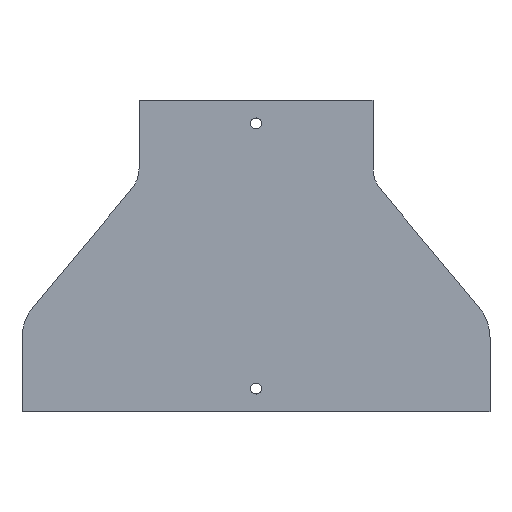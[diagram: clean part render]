
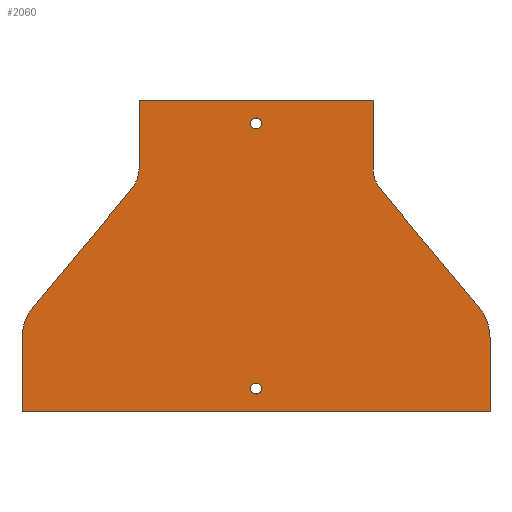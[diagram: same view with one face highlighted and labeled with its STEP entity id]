
A CAD part, front view. The second image highlights one B-rep face of the part: STEP entity #2060.
In plain terms, the highlighted planar face has unit normal (0, -1, 0).
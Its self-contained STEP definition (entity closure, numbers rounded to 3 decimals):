
#6 = VERTEX_POINT ( 'NONE', #2095 ) ;
#14 = VERTEX_POINT ( 'NONE', #2086 ) ;
#15 = VERTEX_POINT ( 'NONE', #2084 ) ;
#21 = VERTEX_POINT ( 'NONE', #2080 ) ;
#27 = VERTEX_POINT ( 'NONE', #1644 ) ;
#30 = VERTEX_POINT ( 'NONE', #1650 ) ;
#40 = VERTEX_POINT ( 'NONE', #1647 ) ;
#46 = VERTEX_POINT ( 'NONE', #886 ) ;
#48 = VERTEX_POINT ( 'NONE', #887 ) ;
#60 = VERTEX_POINT ( 'NONE', #902 ) ;
#65 = VERTEX_POINT ( 'NONE', #907 ) ;
#86 = VERTEX_POINT ( 'NONE', #928 ) ;
#168 = ORIENTED_EDGE ( 'NONE', *, *, #1672, .F. ) ;
#169 = ORIENTED_EDGE ( 'NONE', *, *, #1669, .F. ) ;
#170 = ORIENTED_EDGE ( 'NONE', *, *, #1666, .F. ) ;
#171 = ORIENTED_EDGE ( 'NONE', *, *, #1725, .F. ) ;
#172 = ORIENTED_EDGE ( 'NONE', *, *, #1717, .F. ) ;
#173 = ORIENTED_EDGE ( 'NONE', *, *, #1737, .F. ) ;
#174 = ORIENTED_EDGE ( 'NONE', *, *, #1734, .F. ) ;
#175 = ORIENTED_EDGE ( 'NONE', *, *, #1731, .F. ) ;
#176 = ORIENTED_EDGE ( 'NONE', *, *, #1703, .F. ) ;
#177 = ORIENTED_EDGE ( 'NONE', *, *, #1692, .F. ) ;
#178 = ORIENTED_EDGE ( 'NONE', *, *, #1689, .F. ) ;
#179 = ORIENTED_EDGE ( 'NONE', *, *, #1675, .F. ) ;
#180 = ORIENTED_EDGE ( 'NONE', *, *, #1663, .F. ) ;
#181 = ORIENTED_EDGE ( 'NONE', *, *, #1664, .F. ) ;
#492 = CIRCLE ( 'NONE', #1834, 20. ) ;
#496 = CIRCLE ( 'NONE', #1831, 3.5 ) ;
#501 = CIRCLE ( 'NONE', #1832, 3.5 ) ;
#505 = LINE ( 'NONE', #989, #508 ) ;
#508 = VECTOR ( 'NONE', #990, 1000. ) ;
#510 = CIRCLE ( 'NONE', #1836, 30. ) ;
#515 = LINE ( 'NONE', #1003, #518 ) ;
#518 = VECTOR ( 'NONE', #1004, 1000. ) ;
#539 = LINE ( 'NONE', #1035, #542 ) ;
#542 = VECTOR ( 'NONE', #1036, 1000. ) ;
#545 = LINE ( 'NONE', #1041, #548 ) ;
#548 = VECTOR ( 'NONE', #1042, 1000. ) ;
#562 = CIRCLE ( 'NONE', #1846, 30. ) ;
#592 = EDGE_LOOP ( 'NONE', ( #180 ) ) ;
#600 = EDGE_LOOP ( 'NONE', ( #179, #178, #177, #176, #175, #174, #173, #172, #171, #170, #169, #168 ) ) ;
#613 = EDGE_LOOP ( 'NONE', ( #181 ) ) ;
#798 = DIRECTION ( 'NONE',  ( 0., 1., 0. ) ) ;
#800 = CARTESIAN_POINT ( 'NONE',  ( -95., 0., -44.139 ) ) ;
#802 = PLANE ( 'NONE',  #1973 ) ;
#804 = DIRECTION ( 'NONE',  ( 0., 0., 1. ) ) ;
#852 = CARTESIAN_POINT ( 'NONE',  ( 0., 0., -188.5 ) ) ;
#860 = CARTESIAN_POINT ( 'NONE',  ( 0., 0., -18.5 ) ) ;
#886 = CARTESIAN_POINT ( 'NONE',  ( -150., 0., -200. ) ) ;
#887 = CARTESIAN_POINT ( 'NONE',  ( -143.047, 0., -133.035 ) ) ;
#902 = CARTESIAN_POINT ( 'NONE',  ( -79.636, 0., -56.942 ) ) ;
#907 = CARTESIAN_POINT ( 'NONE',  ( -150., 0., -152.241 ) ) ;
#928 = CARTESIAN_POINT ( 'NONE',  ( -75., 0., -44.139 ) ) ;
#973 = CARTESIAN_POINT ( 'NONE',  ( 0., 0., -15. ) ) ;
#974 = DIRECTION ( 'NONE',  ( 0., -1., 0. ) ) ;
#975 = DIRECTION ( 'NONE',  ( 0., 0., -1. ) ) ;
#977 = CARTESIAN_POINT ( 'NONE',  ( 0., 0., -185. ) ) ;
#978 = DIRECTION ( 'NONE',  ( 0., -1., 0. ) ) ;
#979 = DIRECTION ( 'NONE',  ( 0., 0., -1. ) ) ;
#984 = CARTESIAN_POINT ( 'NONE',  ( -95., 0., -44.139 ) ) ;
#985 = DIRECTION ( 'NONE',  ( 0., -1., 0. ) ) ;
#986 = DIRECTION ( 'NONE',  ( 0., 0., 1. ) ) ;
#989 = CARTESIAN_POINT ( 'NONE',  ( -79.636, 0., -56.942 ) ) ;
#990 = DIRECTION ( 'NONE',  ( 0.64, 0., 0.768 ) ) ;
#998 = CARTESIAN_POINT ( 'NONE',  ( -120., 0., -152.241 ) ) ;
#999 = DIRECTION ( 'NONE',  ( 0., 1., 0. ) ) ;
#1000 = DIRECTION ( 'NONE',  ( 0., 0., 1. ) ) ;
#1003 = CARTESIAN_POINT ( 'NONE',  ( -150., 0., -152.241 ) ) ;
#1004 = DIRECTION ( 'NONE',  ( 0., 0., 1. ) ) ;
#1035 = CARTESIAN_POINT ( 'NONE',  ( -150., 0., -200. ) ) ;
#1036 = DIRECTION ( 'NONE',  ( -1., 0., 0. ) ) ;
#1041 = CARTESIAN_POINT ( 'NONE',  ( 150., 0., -152.241 ) ) ;
#1042 = DIRECTION ( 'NONE',  ( 0., 0., -1. ) ) ;
#1071 = CARTESIAN_POINT ( 'NONE',  ( 120., 0., -152.241 ) ) ;
#1072 = DIRECTION ( 'NONE',  ( 0., 1., 0. ) ) ;
#1073 = DIRECTION ( 'NONE',  ( 0., 0., -1. ) ) ;
#1101 = CARTESIAN_POINT ( 'NONE',  ( -75., 0., 0. ) ) ;
#1103 = DIRECTION ( 'NONE',  ( 1., 0., 0. ) ) ;
#1104 = CARTESIAN_POINT ( 'NONE',  ( -75., 0., 0. ) ) ;
#1119 = DIRECTION ( 'NONE',  ( 0., 0., 1. ) ) ;
#1131 = CARTESIAN_POINT ( 'NONE',  ( 79.636, 0., -56.942 ) ) ;
#1132 = DIRECTION ( 'NONE',  ( 0.64, 0., -0.768 ) ) ;
#1140 = CARTESIAN_POINT ( 'NONE',  ( 95., 0., -44.139 ) ) ;
#1141 = DIRECTION ( 'NONE',  ( 0., -1., 0. ) ) ;
#1142 = DIRECTION ( 'NONE',  ( 0., 0., -1. ) ) ;
#1145 = CARTESIAN_POINT ( 'NONE',  ( 75., 0., 0. ) ) ;
#1146 = DIRECTION ( 'NONE',  ( 0., 0., -1. ) ) ;
#1350 = LINE ( 'NONE', #1101, #1351 ) ;
#1351 = VECTOR ( 'NONE', #1103, 1000. ) ;
#1358 = LINE ( 'NONE', #1104, #1367 ) ;
#1367 = VECTOR ( 'NONE', #1119, 1000. ) ;
#1374 = LINE ( 'NONE', #1131, #1377 ) ;
#1377 = VECTOR ( 'NONE', #1132, 1000. ) ;
#1379 = CIRCLE ( 'NONE', #1855, 20. ) ;
#1384 = LINE ( 'NONE', #1145, #1387 ) ;
#1387 = VECTOR ( 'NONE', #1146, 1000. ) ;
#1614 = FACE_OUTER_BOUND ( 'NONE', #600, .T. ) ;
#1616 = FACE_BOUND ( 'NONE', #613, .T. ) ;
#1620 = FACE_BOUND ( 'NONE', #592, .T. ) ;
#1644 = CARTESIAN_POINT ( 'NONE',  ( 150., 0., -152.241 ) ) ;
#1647 = CARTESIAN_POINT ( 'NONE',  ( 150., 0., -200. ) ) ;
#1650 = CARTESIAN_POINT ( 'NONE',  ( 79.636, 0., -56.942 ) ) ;
#1663 = EDGE_CURVE ( 'NONE', #1909, #1909, #496, .T. ) ;
#1664 = EDGE_CURVE ( 'NONE', #1910, #1910, #501, .T. ) ;
#1666 = EDGE_CURVE ( 'NONE', #60, #86, #492, .T. ) ;
#1669 = EDGE_CURVE ( 'NONE', #48, #60, #505, .T. ) ;
#1672 = EDGE_CURVE ( 'NONE', #65, #48, #510, .T. ) ;
#1675 = EDGE_CURVE ( 'NONE', #46, #65, #515, .T. ) ;
#1689 = EDGE_CURVE ( 'NONE', #40, #46, #539, .T. ) ;
#1692 = EDGE_CURVE ( 'NONE', #27, #40, #545, .T. ) ;
#1703 = EDGE_CURVE ( 'NONE', #21, #27, #562, .T. ) ;
#1717 = EDGE_CURVE ( 'NONE', #14, #15, #1350, .T. ) ;
#1725 = EDGE_CURVE ( 'NONE', #86, #14, #1358, .T. ) ;
#1731 = EDGE_CURVE ( 'NONE', #30, #21, #1374, .T. ) ;
#1734 = EDGE_CURVE ( 'NONE', #6, #30, #1379, .T. ) ;
#1737 = EDGE_CURVE ( 'NONE', #15, #6, #1384, .T. ) ;
#1831 = AXIS2_PLACEMENT_3D ( 'NONE', #973, #974, #975 ) ;
#1832 = AXIS2_PLACEMENT_3D ( 'NONE', #977, #978, #979 ) ;
#1834 = AXIS2_PLACEMENT_3D ( 'NONE', #984, #985, #986 ) ;
#1836 = AXIS2_PLACEMENT_3D ( 'NONE', #998, #999, #1000 ) ;
#1846 = AXIS2_PLACEMENT_3D ( 'NONE', #1071, #1072, #1073 ) ;
#1855 = AXIS2_PLACEMENT_3D ( 'NONE', #1140, #1141, #1142 ) ;
#1909 = VERTEX_POINT ( 'NONE', #860 ) ;
#1910 = VERTEX_POINT ( 'NONE', #852 ) ;
#1973 = AXIS2_PLACEMENT_3D ( 'NONE', #800, #798, #804 ) ;
#2060 = ADVANCED_FACE ( 'NONE', ( #1616, #1620, #1614 ), #802, .F. ) ;
#2080 = CARTESIAN_POINT ( 'NONE',  ( 143.047, 0., -133.035 ) ) ;
#2084 = CARTESIAN_POINT ( 'NONE',  ( 75., 0., 0. ) ) ;
#2086 = CARTESIAN_POINT ( 'NONE',  ( -75., 0., 0. ) ) ;
#2095 = CARTESIAN_POINT ( 'NONE',  ( 75., 0., -44.139 ) ) ;
